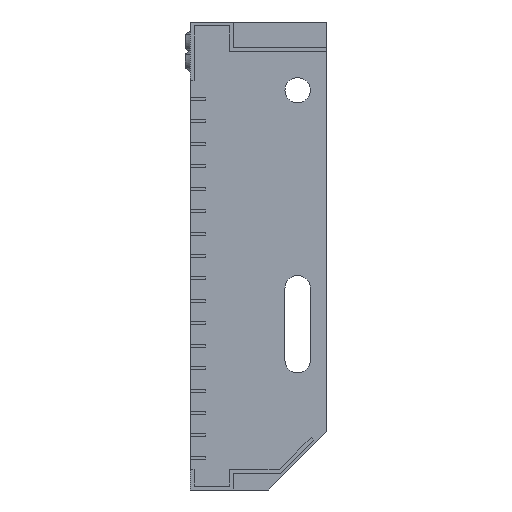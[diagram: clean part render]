
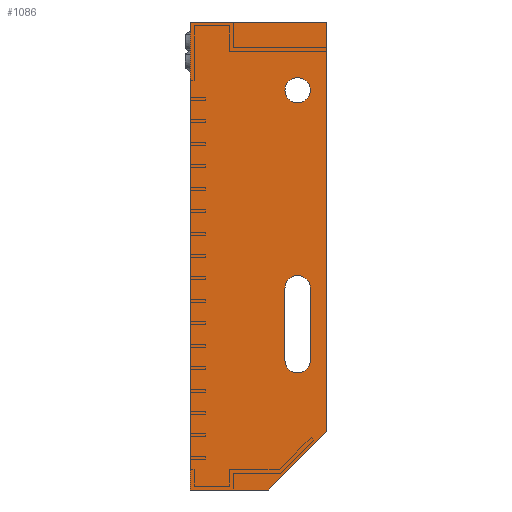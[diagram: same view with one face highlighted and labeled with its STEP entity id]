
A CAD part, left-side view. The second image highlights one B-rep face of the part: STEP entity #1086.
In plain terms, the highlighted planar face has unit normal (-1, 0, 0).
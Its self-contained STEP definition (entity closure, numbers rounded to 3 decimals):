
#292 = CARTESIAN_POINT ( 'NONE',  ( -600., 30., -240. ) ) ;
#797 = VERTEX_POINT ( 'NONE', #7931 ) ;
#861 = AXIS2_PLACEMENT_3D ( 'NONE', #37328, #37449, #8211 ) ;
#934 = EDGE_CURVE ( 'NONE', #797, #24515, #18271, .T. ) ;
#1086 = ADVANCED_FACE ( 'NONE', ( #9646, #1803, #21961 ), #28854, .F. ) ;
#1732 = DIRECTION ( 'NONE',  ( 0., 0.707, -0.707 ) ) ;
#1803 = FACE_BOUND ( 'NONE', #30971, .T. ) ;
#2099 = EDGE_CURVE ( 'NONE', #7284, #26544, #36710, .T. ) ;
#2161 = VERTEX_POINT ( 'NONE', #13087 ) ;
#2568 = DIRECTION ( 'NONE',  ( 0., 0., 1. ) ) ;
#2695 = VERTEX_POINT ( 'NONE', #35895 ) ;
#3056 = CIRCLE ( 'NONE', #29504, 6.5 ) ;
#3819 = DIRECTION ( 'NONE',  ( 0., 0., 1. ) ) ;
#4042 = ORIENTED_EDGE ( 'NONE', *, *, #13646, .F. ) ;
#4646 = VECTOR ( 'NONE', #17673, 1000. ) ;
#6060 = VECTOR ( 'NONE', #18769, 1000. ) ;
#6099 = ORIENTED_EDGE ( 'NONE', *, *, #2099, .T. ) ;
#6786 = VERTEX_POINT ( 'NONE', #23695 ) ;
#6996 = CARTESIAN_POINT ( 'NONE',  ( -600., 15., -173.5 ) ) ;
#7275 = LINE ( 'NONE', #12660, #33244 ) ;
#7284 = VERTEX_POINT ( 'NONE', #16988 ) ;
#7353 = ORIENTED_EDGE ( 'NONE', *, *, #33042, .T. ) ;
#7816 = LINE ( 'NONE', #24861, #16455 ) ;
#7931 = CARTESIAN_POINT ( 'NONE',  ( -600., 15., -28.5 ) ) ;
#8144 = EDGE_CURVE ( 'NONE', #21383, #6786, #18095, .T. ) ;
#8211 = DIRECTION ( 'NONE',  ( 0., 0., -1. ) ) ;
#9646 = FACE_BOUND ( 'NONE', #10250, .T. ) ;
#10052 = VERTEX_POINT ( 'NONE', #35808 ) ;
#10250 = EDGE_LOOP ( 'NONE', ( #19077, #6099, #18006, #22837, #7353 ) ) ;
#10347 = EDGE_LOOP ( 'NONE', ( #31579, #20386, #19810, #18719, #4042 ) ) ;
#11635 = DIRECTION ( 'NONE',  ( 1., 0., 0. ) ) ;
#11863 = DIRECTION ( 'NONE',  ( 1., 0., 0. ) ) ;
#12652 = EDGE_CURVE ( 'NONE', #10052, #21383, #16993, .T. ) ;
#12660 = CARTESIAN_POINT ( 'NONE',  ( -600., 70., 0. ) ) ;
#12902 = VERTEX_POINT ( 'NONE', #31647 ) ;
#13087 = CARTESIAN_POINT ( 'NONE',  ( -600., 70., -240. ) ) ;
#13379 = CARTESIAN_POINT ( 'NONE',  ( -600., 15., -180. ) ) ;
#13646 = EDGE_CURVE ( 'NONE', #6786, #15402, #26954, .T. ) ;
#13801 = LINE ( 'NONE', #29984, #6060 ) ;
#14580 = EDGE_CURVE ( 'NONE', #2161, #10052, #7275, .T. ) ;
#15118 = CARTESIAN_POINT ( 'NONE',  ( -600., 0., 0. ) ) ;
#15402 = VERTEX_POINT ( 'NONE', #292 ) ;
#15491 = DIRECTION ( 'NONE',  ( 0., 0., -1. ) ) ;
#16455 = VECTOR ( 'NONE', #22081, 1000. ) ;
#16971 = CARTESIAN_POINT ( 'NONE',  ( -600., 15., -136.5 ) ) ;
#16988 = CARTESIAN_POINT ( 'NONE',  ( -600., 8.5, -173.5 ) ) ;
#16993 = LINE ( 'NONE', #15118, #4646 ) ;
#17578 = CARTESIAN_POINT ( 'NONE',  ( -600., 0., 0. ) ) ;
#17673 = DIRECTION ( 'NONE',  ( 0., -1., 0. ) ) ;
#18006 = ORIENTED_EDGE ( 'NONE', *, *, #23328, .T. ) ;
#18095 = LINE ( 'NONE', #20113, #32677 ) ;
#18271 = CIRCLE ( 'NONE', #26927, 6.5 ) ;
#18719 = ORIENTED_EDGE ( 'NONE', *, *, #33611, .F. ) ;
#18769 = DIRECTION ( 'NONE',  ( 0., 1., 0. ) ) ;
#19077 = ORIENTED_EDGE ( 'NONE', *, *, #34211, .T. ) ;
#19758 = CARTESIAN_POINT ( 'NONE',  ( -600., 30., -240. ) ) ;
#19810 = ORIENTED_EDGE ( 'NONE', *, *, #14580, .F. ) ;
#20113 = CARTESIAN_POINT ( 'NONE',  ( -600., 0., -210. ) ) ;
#20386 = ORIENTED_EDGE ( 'NONE', *, *, #12652, .F. ) ;
#20767 = DIRECTION ( 'NONE',  ( 0., 0., -1. ) ) ;
#21383 = VERTEX_POINT ( 'NONE', #17578 ) ;
#21413 = DIRECTION ( 'NONE',  ( 1., 0., 0. ) ) ;
#21595 = AXIS2_PLACEMENT_3D ( 'NONE', #31766, #31519, #2568 ) ;
#21862 = VECTOR ( 'NONE', #31430, 1000. ) ;
#21961 = FACE_OUTER_BOUND ( 'NONE', #10347, .T. ) ;
#22081 = DIRECTION ( 'NONE',  ( 0., 0., -1. ) ) ;
#22526 = CIRCLE ( 'NONE', #29975, 6.5 ) ;
#22837 = ORIENTED_EDGE ( 'NONE', *, *, #28481, .T. ) ;
#23328 = EDGE_CURVE ( 'NONE', #26544, #12902, #3056, .T. ) ;
#23695 = CARTESIAN_POINT ( 'NONE',  ( -600., 0., -210. ) ) ;
#24515 = VERTEX_POINT ( 'NONE', #27878 ) ;
#24861 = CARTESIAN_POINT ( 'NONE',  ( -600., 8.5, -136.5 ) ) ;
#25945 = ORIENTED_EDGE ( 'NONE', *, *, #32986, .T. ) ;
#26544 = VERTEX_POINT ( 'NONE', #13379 ) ;
#26927 = AXIS2_PLACEMENT_3D ( 'NONE', #29295, #11863, #28798 ) ;
#26954 = LINE ( 'NONE', #19758, #35113 ) ;
#27704 = AXIS2_PLACEMENT_3D ( 'NONE', #6996, #21413, #15491 ) ;
#27878 = CARTESIAN_POINT ( 'NONE',  ( -600., 15., -41.5 ) ) ;
#28224 = LINE ( 'NONE', #31311, #21862 ) ;
#28481 = EDGE_CURVE ( 'NONE', #12902, #2695, #28224, .T. ) ;
#28798 = DIRECTION ( 'NONE',  ( 0., 0., -1. ) ) ;
#28854 = PLANE ( 'NONE',  #21595 ) ;
#29295 = CARTESIAN_POINT ( 'NONE',  ( -600., 15., -35. ) ) ;
#29504 = AXIS2_PLACEMENT_3D ( 'NONE', #32320, #34972, #20767 ) ;
#29975 = AXIS2_PLACEMENT_3D ( 'NONE', #16971, #11635, #31988 ) ;
#29984 = CARTESIAN_POINT ( 'NONE',  ( -600., 70., -240. ) ) ;
#30971 = EDGE_LOOP ( 'NONE', ( #25945, #36367 ) ) ;
#31311 = CARTESIAN_POINT ( 'NONE',  ( -600., 21.5, -173.5 ) ) ;
#31430 = DIRECTION ( 'NONE',  ( 0., 0., 1. ) ) ;
#31519 = DIRECTION ( 'NONE',  ( 1., 0., 0. ) ) ;
#31579 = ORIENTED_EDGE ( 'NONE', *, *, #8144, .F. ) ;
#31647 = CARTESIAN_POINT ( 'NONE',  ( -600., 21.5, -173.5 ) ) ;
#31766 = CARTESIAN_POINT ( 'NONE',  ( -600., 0., 0. ) ) ;
#31988 = DIRECTION ( 'NONE',  ( 0., 0., -1. ) ) ;
#32320 = CARTESIAN_POINT ( 'NONE',  ( -600., 15., -173.5 ) ) ;
#32511 = CIRCLE ( 'NONE', #861, 6.5 ) ;
#32677 = VECTOR ( 'NONE', #34337, 1000. ) ;
#32986 = EDGE_CURVE ( 'NONE', #24515, #797, #32511, .T. ) ;
#33042 = EDGE_CURVE ( 'NONE', #2695, #37246, #22526, .T. ) ;
#33244 = VECTOR ( 'NONE', #3819, 1000. ) ;
#33611 = EDGE_CURVE ( 'NONE', #15402, #2161, #13801, .T. ) ;
#34211 = EDGE_CURVE ( 'NONE', #37246, #7284, #7816, .T. ) ;
#34337 = DIRECTION ( 'NONE',  ( 0., 0., -1. ) ) ;
#34381 = CARTESIAN_POINT ( 'NONE',  ( -600., 8.5, -136.5 ) ) ;
#34972 = DIRECTION ( 'NONE',  ( 1., 0., 0. ) ) ;
#35113 = VECTOR ( 'NONE', #1732, 1000. ) ;
#35808 = CARTESIAN_POINT ( 'NONE',  ( -600., 70., 0. ) ) ;
#35895 = CARTESIAN_POINT ( 'NONE',  ( -600., 21.5, -136.5 ) ) ;
#36367 = ORIENTED_EDGE ( 'NONE', *, *, #934, .T. ) ;
#36710 = CIRCLE ( 'NONE', #27704, 6.5 ) ;
#37246 = VERTEX_POINT ( 'NONE', #34381 ) ;
#37328 = CARTESIAN_POINT ( 'NONE',  ( -600., 15., -35. ) ) ;
#37449 = DIRECTION ( 'NONE',  ( 1., 0., 0. ) ) ;
